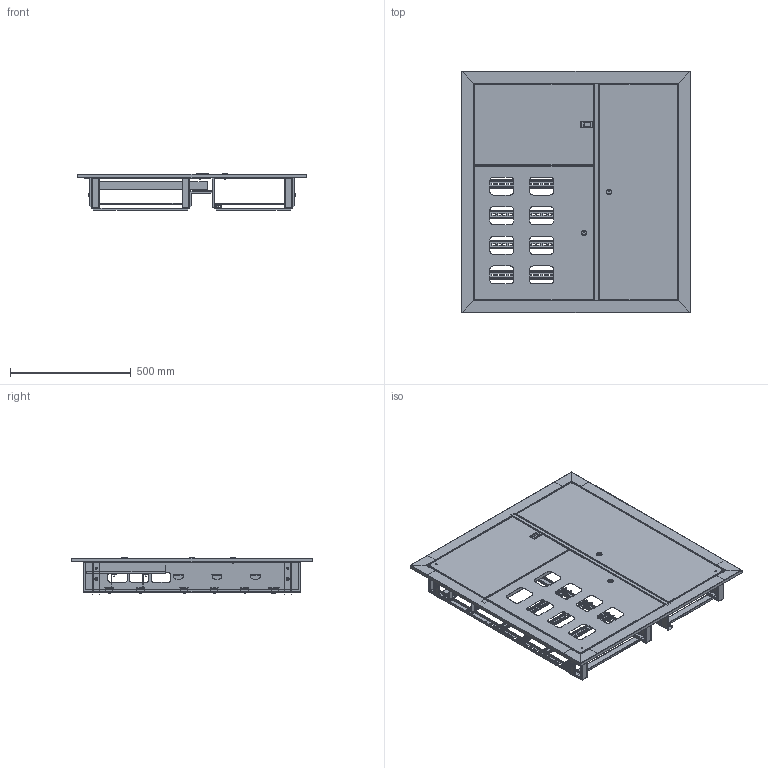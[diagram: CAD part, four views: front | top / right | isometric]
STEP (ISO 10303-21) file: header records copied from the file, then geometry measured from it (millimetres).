
FILE_DESCRIPTION (( 'STEP AP214' ), '1' );
FILE_NAME ('ÙÝ 8 êâ. (1000õ950õ150) IP31 EKF Basic.STEP', '2025-06-02T06:48:59', ( '' ), ( '' ), 'SwSTEP 2.0', 'SolidWorks 2021', '' );
FILE_SCHEMA (( 'AUTOMOTIVE_DESIGN' ));
Length unit declared in the file: millimetre
Products named in the file (35): ÌÈ-2414.01.00.002 Ñòåíêà áîêîâàÿ; Çàìîê ïî÷òîâûé; ÙÝ 8 êâ. (1000õ950õ150) IP31 EKF Basic; ÌÈ-2414.04.00.001 Äâåðü ñèëîâàÿ; 昈-2414.01.01.001 盷謥蜦豂儆趌-01; 昈-2414.01.00.000 扻豵鵨 捘; 倘-2414.07.00.001 脏朦囗咫黖8. 寛-2414.00.00.001-06; hex flange nut_din_Hexagon Flange Nut DIN 6923 - M6 - N; Øïèëüêà Ì6õ12; Çàêëåïêà ãàå÷íàÿ Ì8; ÌÈ-2414.01.01.000 Ïåðåãîðîäêà ÑÁ_-01; pan head cross recess screw_din_DIN EN ISO 7045 - M6 x 20 - Z - 20N; ﾌﾈ-2414.02.00.001 ﾄ粢 珮ⅳⅸ浯; DIN-ðåéêà2_L=420 (!); ÌÈ-2414.01.00.001 Ñòåíêà áîêîâàÿ; ÌÈ-2414.01.00.006 Óñèëèòåëü êàáåëüíûé  ; Çàêëåïêà ãàå÷íàÿ Ì6; ÌÈ-2414.01.00.008 Äåðæàòåëü äâåðè; cross ph tapping 968_din_Screw DIN 968-ST4.2x13-C-H-N; DIN-ðåéêà 402 basic; ÌÈ-2414.04.00.000 Äâåðü ñèëîâàÿ ÑÁ; 昈-2414.01.00.003-01 栺樇罻; ﾌﾈ-2414.01.00.007 ﾊ煇鳫; pan head cross recess screw_din_ISO 7045 - M4 x 16 - Z --- 16N; ��-2414.03.00.000 ����� ����� ��_8 ��. ��-2414.03.00.000-06 ����� ��� ��; ÌÈ-2414.05.00.003 Êðîíøòåéí ïîä äèí-ðåéêó; ÌÈ-2414.00.00.002 Ïðîñòàâêà; ﾌﾈ-2414.02.00.000 ﾄ粢 珮ⅳⅸ浯 ﾑﾁ; 230.V1 PF, Çàìîê-çàäâèæêà; 昈-2414.01.00.004 砑僔蠂縺; Êðîíøòåéí 40õ40; ÌÈ-2414.01.01.002 Øâåëëåð; 昈-2414.01.00.003 栺樇罻; Çàêëåïêà ãàå÷íàÿ Ì4; ﾌﾈ-2414.03.00.001 ﾄ粢 褪濱8 ｪ｢. 決-2414.03.00.001-06 ┐･瑟 肅･笄
Assembly tree (119 placements, depth 4):
  ÙÝ 8 êâ. (1000õ950õ150) IP31 EKF Basic
    昈-2414.01.00.000 扻豵鵨 捘
      ÌÈ-2414.01.00.002 Ñòåíêà áîêîâàÿ
      ÌÈ-2414.01.00.001 Ñòåíêà áîêîâàÿ
      昈-2414.01.00.003 栺樇罻
      ÌÈ-2414.01.01.000 Ïåðåãîðîäêà ÑÁ_-01
        昈-2414.01.01.001 盷謥蜦豂儆趌-01
        Êðîíøòåéí 40õ40  x3
        ÌÈ-2414.01.01.002 Øâåëëåð
      昈-2414.01.00.003-01 栺樇罻
      昈-2414.01.00.004 砑僔蠂縺  x4
      ÌÈ-2414.01.00.008 Äåðæàòåëü äâåðè
      ÌÈ-2414.01.00.006 Óñèëèòåëü êàáåëüíûé    x2
      Çàêëåïêà ãàå÷íàÿ Ì8  x4
      Øïèëüêà Ì6õ12  x4
      ﾌﾈ-2414.01.00.007 ﾊ煇鳫  x3
      Çàêëåïêà ãàå÷íàÿ Ì6  x4
    ﾌﾈ-2414.02.00.000 ﾄ粢 珮ⅳⅸ浯 ﾑﾁ
      ﾌﾈ-2414.02.00.001 ﾄ粢 珮ⅳⅸ浯
      Çàêëåïêà ãàå÷íàÿ Ì4  x2
      Çàìîê ïî÷òîâûé
      Øïèëüêà Ì6õ12
    ÌÈ-2414.04.00.000 Äâåðü ñèëîâàÿ ÑÁ
      Çàêëåïêà ãàå÷íàÿ Ì4  x2
      ÌÈ-2414.04.00.001 Äâåðü ñèëîâàÿ
      Øïèëüêà Ì6õ12
      230.V1 PF, Çàìîê-çàäâèæêà
    ��-2414.03.00.000 ����� ����� ��_8 ��. ��-2414.03.00.000-06 ����� ��� ��
      ﾌﾈ-2414.03.00.001 ﾄ粢 褪濱8 ｪ｢. 決-2414.03.00.001-06 ┐･瑟 肅･笄
      Çàìîê ïî÷òîâûé
      Çàêëåïêà ãàå÷íàÿ Ì4
      Øïèëüêà Ì6õ12
    pan head cross recess screw_din_ISO 7045 - M4 x 16 - Z --- 16N  x4
    cross ph tapping 968_din_Screw DIN 968-ST4.2x13-C-H-N  x4
    DIN-ðåéêà2_L=420 (!)  x2
    pan head cross recess screw_din_DIN EN ISO 7045 - M6 x 20 - Z - 20N  x16
    hex flange nut_din_Hexagon Flange Nut DIN 6923 - M6 - N  x16
    倘-2414.07.00.001 脏朦囗咫黖8. 寛-2414.00.00.001-06
    ÌÈ-2414.00.00.002 Ïðîñòàâêà  x16
    DIN-ðåéêà 402 basic  x6
    ÌÈ-2414.05.00.003 Êðîíøòåéí ïîä äèí-ðåéêó  x4
Bounding box: 950 x 1000 x 153 mm (x, y, z)
Volume: 1626335.1 mm3; surface area: 3865512.3 mm2
Topology: 114 solids, 114 shells, 4793 faces, 11634 edges, 7098 vertices
Faces by surface type: plane 2539, cylinder 1410, cone 438, bspline 190, torus 168, sphere 48
Entity records: 54921 total; most frequent: CARTESIAN_POINT 12731, DIRECTION 8492, ORIENTED_EDGE 8256, EDGE_CURVE 4128, AXIS2_PLACEMENT_3D 2878, VECTOR 2736, LINE 2736, VERTEX_POINT 2525
